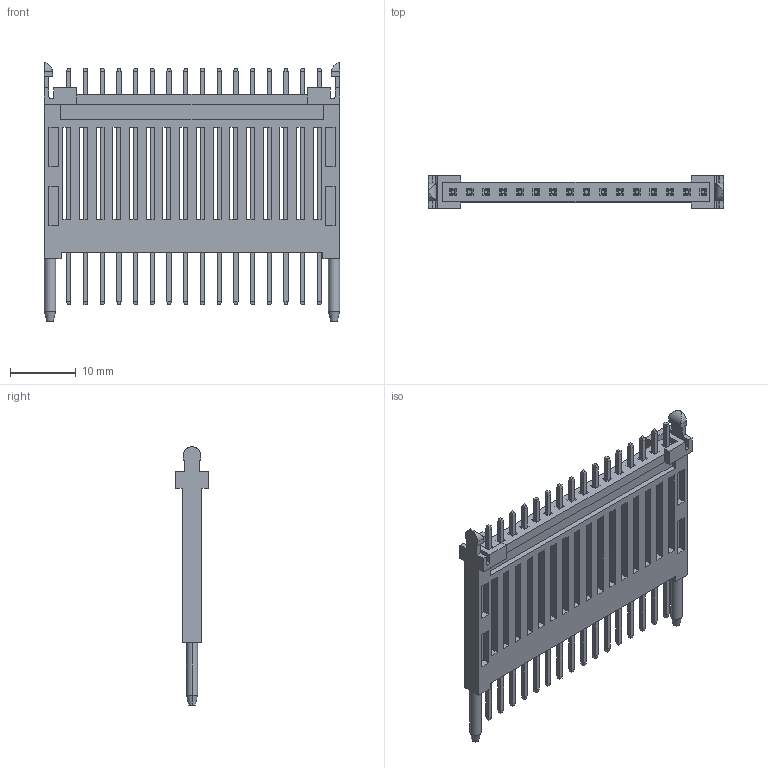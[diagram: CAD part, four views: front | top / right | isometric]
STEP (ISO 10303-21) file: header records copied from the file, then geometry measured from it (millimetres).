
FILE_DESCRIPTION( ('This file contains a STEP AP42 implementation' ,'as created by ZW3D STEP Interface translator.') ,'2;1' );
FILE_NAME( '11260-21XXXXSXXXC001.stp' ,'23 4 1. 81726', (''), ('ZWCAD Software Co.'), 'Version 1.0', 'ZW3D to STEP translator', '' );
FILE_SCHEMA(('AUTOMOTIVE_DESIGN { 1 0 10303 214 1 1 1 1 }'));
Length unit declared in the file: millimetre
Products named in the file (2): 0; 11260-2116G0S320C0011
Bounding box: 44.9 x 5 x 39.3 mm (x, y, z)
Volume: 2490.9 mm3; surface area: 5931.6 mm2
Topology: 33 solids, 33 shells, 662 faces, 1654 edges, 1034 vertices
Faces by surface type: plane 644, bspline 14, cone 4
Entity records: 24957 total; most frequent: CARTESIAN_POINT 11559, ORIENTED_EDGE 3308, EDGE_CURVE 1654, B_SPLINE_CURVE_WITH_KNOTS 1526, DIRECTION 1426, VERTEX_POINT 1034, EDGE_LOOP 734, FACE_OUTER_BOUND 662
